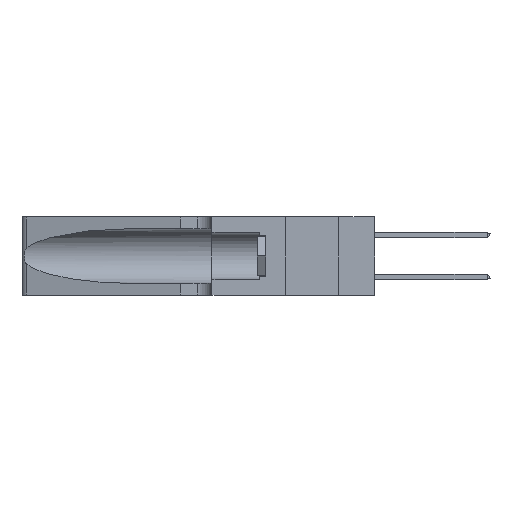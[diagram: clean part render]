
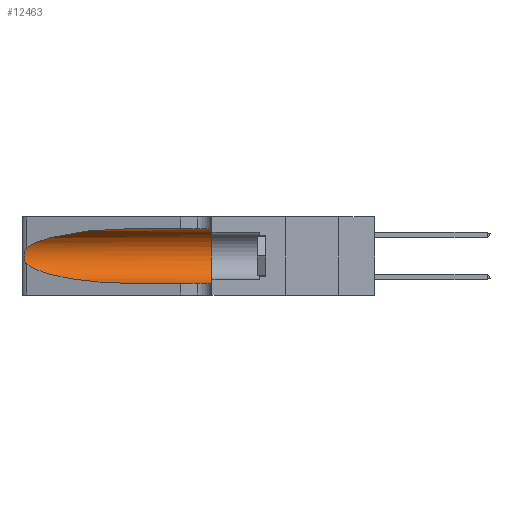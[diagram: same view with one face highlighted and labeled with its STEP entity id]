
A CAD part, left-side view. The second image highlights one B-rep face of the part: STEP entity #12463.
In plain terms, the highlighted cylindrical face has radius 3.308 mm (diameter 6.617 mm), a partial arc.
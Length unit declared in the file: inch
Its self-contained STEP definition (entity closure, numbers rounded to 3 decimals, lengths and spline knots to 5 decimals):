
#622 = CARTESIAN_POINT ( 'NONE',  ( 0.25787, 1.23484, 0.2124 ) ) ;
#745 =( BOUNDED_CURVE ( )  B_SPLINE_CURVE ( 3, ( #15749, #11804, #11958, #41634 ),
 .UNSPECIFIED., .F., .T. ) 
 B_SPLINE_CURVE_WITH_KNOTS ( ( 4, 4 ),
 ( 3.44316, 4.71239 ),
 .UNSPECIFIED. ) 
 CURVE ( )  GEOMETRIC_REPRESENTATION_ITEM ( )  RATIONAL_B_SPLINE_CURVE ( ( 1., 0.87, 0.87, 1. ) ) 
 REPRESENTATION_ITEM ( '' )  );
#877 = DIRECTION ( 'NONE',  ( 0., -1., 0. ) ) ;
#1183 = CARTESIAN_POINT ( 'NONE',  ( 0.25487, 1.22718, 0.14631 ) ) ;
#1427 = CARTESIAN_POINT ( 'NONE',  ( 0.1305, 0.72297, 0.31525 ) ) ;
#3092 = FACE_OUTER_BOUND ( 'NONE', #31995, .T. ) ;
#3127 = AXIS2_PLACEMENT_3D ( 'NONE', #44168, #22026, #47880 ) ;
#3746 = DIRECTION ( 'NONE',  ( 0., -1., 0. ) ) ;
#4318 = EDGE_CURVE ( 'NONE', #42479, #29787, #745, .T. ) ;
#4443 = CARTESIAN_POINT ( 'NONE',  ( 0.26018, 1.23835, 0.19895 ) ) ;
#5079 = VERTEX_POINT ( 'NONE', #20742 ) ;
#7747 = CARTESIAN_POINT ( 'NONE',  ( 0.1305, 1.61858, 0.185 ) ) ;
#7886 = LINE ( 'NONE', #18765, #16741 ) ;
#7910 = EDGE_CURVE ( 'NONE', #29787, #46968, #7886, .T. ) ;
#8289 = CARTESIAN_POINT ( 'NONE',  ( 0.26075, 1.23896, 0.178 ) ) ;
#8487 = ORIENTED_EDGE ( 'NONE', *, *, #4318, .T. ) ;
#9681 = ORIENTED_EDGE ( 'NONE', *, *, #7910, .T. ) ;
#11804 = CARTESIAN_POINT ( 'NONE',  ( 0.2373, 1.15595, 0.08982 ) ) ;
#11917 = CARTESIAN_POINT ( 'NONE',  ( 0.25487, 1.22718, 0.22369 ) ) ;
#11958 = CARTESIAN_POINT ( 'NONE',  ( 0.18966, 0.96281, 0.05475 ) ) ;
#12087 = CARTESIAN_POINT ( 'NONE',  ( 0.25856, 1.23593, 0.16098 ) ) ;
#12264 = EDGE_CURVE ( 'NONE', #12567, #46968, #47413, .T. ) ;
#12463 = ADVANCED_FACE ( 'NONE', ( #3092 ), #20801, .F. ) ;
#12567 = VERTEX_POINT ( 'NONE', #34433 ) ;
#12879 = CARTESIAN_POINT ( 'NONE',  ( 0.2373, 1.15595, 0.28018 ) ) ;
#15593 = CARTESIAN_POINT ( 'NONE',  ( 0.25487, 1.22718, 0.22369 ) ) ;
#15749 = CARTESIAN_POINT ( 'NONE',  ( 0.25487, 1.22718, 0.14631 ) ) ;
#15867 = CARTESIAN_POINT ( 'NONE',  ( 0.25639, 1.23186, 0.15144 ) ) ;
#15892 = B_SPLINE_CURVE_WITH_KNOTS ( 'NONE', 3,
 ( #11917, #41431, #23166, #622, #26883, #4443, #30612, #8289, #34310, #12087, #38029, #15867, #41742, #19627 ),
 .UNSPECIFIED., .F., .F.,
 ( 4, 2, 2, 2, 2, 2, 4 ),
 ( 0., 0.00027, 0.00053, 0.00107, 0.0016, 0.00187, 0.00214 ),
 .UNSPECIFIED. ) ;
#16741 = VECTOR ( 'NONE', #3746, 39.37008 ) ;
#16754 = ORIENTED_EDGE ( 'NONE', *, *, #39465, .F. ) ;
#17593 = VECTOR ( 'NONE', #877, 39.37008 ) ;
#18765 = CARTESIAN_POINT ( 'NONE',  ( 0.1305, 1.61858, 0.05475 ) ) ;
#19093 = DIRECTION ( 'NONE',  ( 0., -1., 0. ) ) ;
#19627 = CARTESIAN_POINT ( 'NONE',  ( 0.25487, 1.22718, 0.14631 ) ) ;
#19683 = EDGE_CURVE ( 'NONE', #41998, #42479, #15892, .T. ) ;
#20742 = CARTESIAN_POINT ( 'NONE',  ( 0.1305, 0.72297, 0.31525 ) ) ;
#20801 = CYLINDRICAL_SURFACE ( 'NONE', #33221, 0.13025 ) ;
#22026 = DIRECTION ( 'NONE',  ( 0., 1., 0. ) ) ;
#23166 = CARTESIAN_POINT ( 'NONE',  ( 0.25639, 1.23184, 0.21858 ) ) ;
#25330 =( BOUNDED_CURVE ( )  B_SPLINE_CURVE ( 3, ( #1427, #27682, #12879, #38821 ),
 .UNSPECIFIED., .F., .F. ) 
 B_SPLINE_CURVE_WITH_KNOTS ( ( 4, 4 ),
 ( 1.5708, 2.84003 ),
 .UNSPECIFIED. ) 
 CURVE ( )  GEOMETRIC_REPRESENTATION_ITEM ( )  RATIONAL_B_SPLINE_CURVE ( ( 1., 0.87, 0.87, 1. ) ) 
 REPRESENTATION_ITEM ( '' )  );
#26533 = DIRECTION ( 'NONE',  ( 0., 0., -1. ) ) ;
#26883 = CARTESIAN_POINT ( 'NONE',  ( 0.25854, 1.2359, 0.20912 ) ) ;
#27444 = LINE ( 'NONE', #34389, #17593 ) ;
#27682 = CARTESIAN_POINT ( 'NONE',  ( 0.18966, 0.96281, 0.31525 ) ) ;
#29787 = VERTEX_POINT ( 'NONE', #40209 ) ;
#30612 = CARTESIAN_POINT ( 'NONE',  ( 0.26075, 1.23896, 0.19203 ) ) ;
#31995 = EDGE_LOOP ( 'NONE', ( #43343, #34652, #8487, #9681, #32965, #16754 ) ) ;
#32965 = ORIENTED_EDGE ( 'NONE', *, *, #12264, .F. ) ;
#33221 = AXIS2_PLACEMENT_3D ( 'NONE', #7747, #19093, #26533 ) ;
#34310 = CARTESIAN_POINT ( 'NONE',  ( 0.26017, 1.23833, 0.17102 ) ) ;
#34389 = CARTESIAN_POINT ( 'NONE',  ( 0.1305, 1.61858, 0.31525 ) ) ;
#34433 = CARTESIAN_POINT ( 'NONE',  ( 0.1305, 0.35, 0.31525 ) ) ;
#34652 = ORIENTED_EDGE ( 'NONE', *, *, #19683, .T. ) ;
#36021 = CARTESIAN_POINT ( 'NONE',  ( 0.1305, 0.35, 0.05475 ) ) ;
#38029 = CARTESIAN_POINT ( 'NONE',  ( 0.25789, 1.23486, 0.15765 ) ) ;
#38537 = EDGE_CURVE ( 'NONE', #5079, #41998, #25330, .T. ) ;
#38821 = CARTESIAN_POINT ( 'NONE',  ( 0.25487, 1.22718, 0.22369 ) ) ;
#39465 = EDGE_CURVE ( 'NONE', #5079, #12567, #27444, .T. ) ;
#40209 = CARTESIAN_POINT ( 'NONE',  ( 0.1305, 0.72297, 0.05475 ) ) ;
#41431 = CARTESIAN_POINT ( 'NONE',  ( 0.25555, 1.22994, 0.2215 ) ) ;
#41634 = CARTESIAN_POINT ( 'NONE',  ( 0.1305, 0.72297, 0.05475 ) ) ;
#41742 = CARTESIAN_POINT ( 'NONE',  ( 0.25555, 1.22993, 0.14849 ) ) ;
#41998 = VERTEX_POINT ( 'NONE', #15593 ) ;
#42479 = VERTEX_POINT ( 'NONE', #1183 ) ;
#43343 = ORIENTED_EDGE ( 'NONE', *, *, #38537, .T. ) ;
#44168 = CARTESIAN_POINT ( 'NONE',  ( 0.1305, 0.35, 0.185 ) ) ;
#46968 = VERTEX_POINT ( 'NONE', #36021 ) ;
#47413 = CIRCLE ( 'NONE', #3127, 0.13025 ) ;
#47880 = DIRECTION ( 'NONE',  ( 0., 0., 1. ) ) ;
